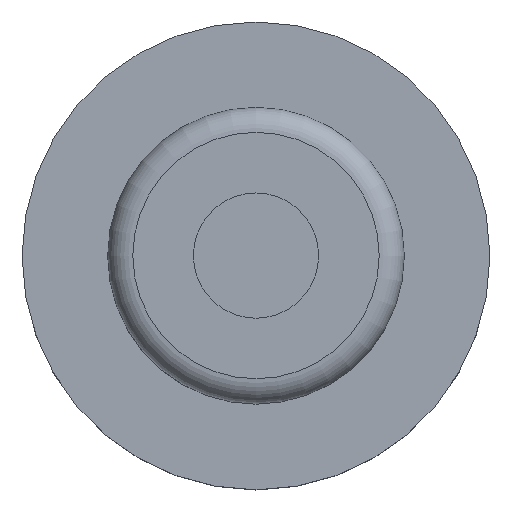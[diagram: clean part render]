
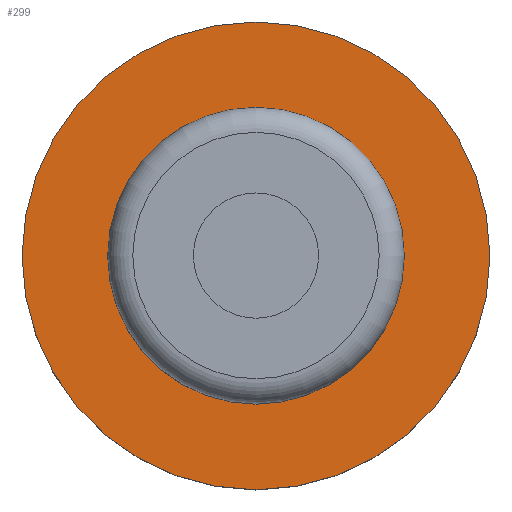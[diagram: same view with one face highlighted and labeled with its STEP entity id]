
A CAD part, top view. The second image highlights one B-rep face of the part: STEP entity #299.
In plain terms, the highlighted planar face has unit normal (0, 0, 1).
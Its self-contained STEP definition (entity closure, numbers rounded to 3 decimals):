
#234 = VERTEX_POINT('',#235);
#235 = CARTESIAN_POINT('',(-1.775,0.,1.2));
#241 = EDGE_CURVE('',#234,#234,#242,.T.);
#242 = CIRCLE('',#243,1.775);
#243 = AXIS2_PLACEMENT_3D('',#244,#245,#246);
#244 = CARTESIAN_POINT('',(0.,0.,1.2));
#245 = DIRECTION('',(0.,-0.,-1.));
#246 = DIRECTION('',(1.,0.,0.));
#270 = EDGE_CURVE('',#271,#271,#273,.T.);
#271 = VERTEX_POINT('',#272);
#272 = CARTESIAN_POINT('',(2.8,0.,1.2));
#273 = CIRCLE('',#274,2.8);
#274 = AXIS2_PLACEMENT_3D('',#275,#276,#277);
#275 = CARTESIAN_POINT('',(0.,0.,1.2));
#276 = DIRECTION('',(0.,0.,1.));
#277 = DIRECTION('',(-1.,0.,0.));
#299 = ADVANCED_FACE('',(#300,#303),#306,.T.);
#300 = FACE_BOUND('',#301,.T.);
#301 = EDGE_LOOP('',(#302));
#302 = ORIENTED_EDGE('',*,*,#270,.T.);
#303 = FACE_BOUND('',#304,.T.);
#304 = EDGE_LOOP('',(#305));
#305 = ORIENTED_EDGE('',*,*,#241,.T.);
#306 = PLANE('',#307);
#307 = AXIS2_PLACEMENT_3D('',#308,#309,#310);
#308 = CARTESIAN_POINT('',(0.,0.,1.2));
#309 = DIRECTION('',(0.,0.,1.));
#310 = DIRECTION('',(-1.,0.,0.));
